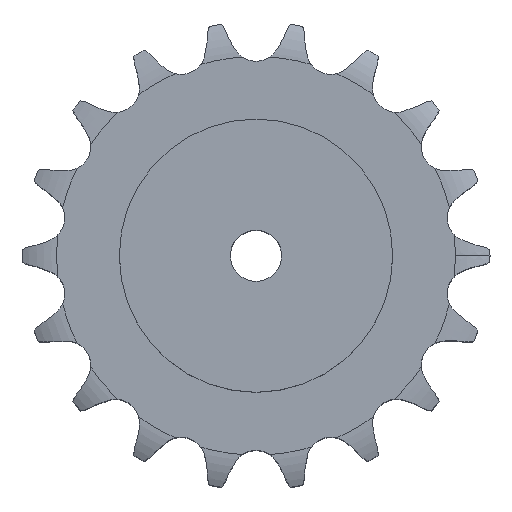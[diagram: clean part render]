
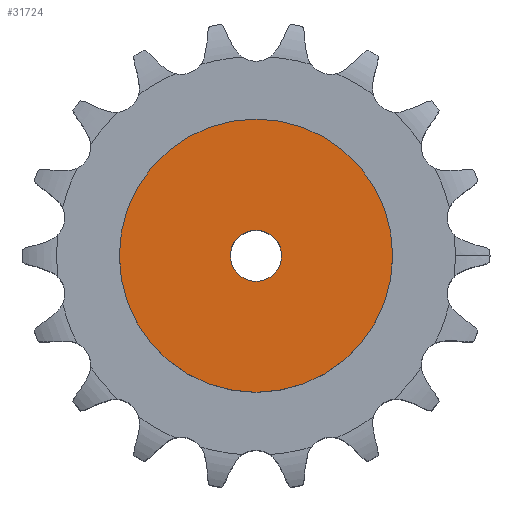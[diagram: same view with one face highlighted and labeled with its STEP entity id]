
A CAD part, top view. The second image highlights one B-rep face of the part: STEP entity #31724.
In plain terms, the highlighted planar face has unit normal (0, 0, 1).
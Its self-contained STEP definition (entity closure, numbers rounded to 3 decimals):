
#17136 = CYLINDRICAL_SURFACE('',#17137,15.);
#17137 = AXIS2_PLACEMENT_3D('',#17138,#17139,#17140);
#17138 = CARTESIAN_POINT('',(0.,0.,461.221));
#17139 = DIRECTION('',(0.,0.,1.));
#17140 = DIRECTION('',(1.,0.,0.));
#21728 = EDGE_CURVE('',#21729,#21729,#21731,.T.);
#21729 = VERTEX_POINT('',#21730);
#21730 = CARTESIAN_POINT('',(15.,0.,180.));
#21731 = SURFACE_CURVE('',#21732,(#21737,#21744),.PCURVE_S1.);
#21732 = CIRCLE('',#21733,15.);
#21733 = AXIS2_PLACEMENT_3D('',#21734,#21735,#21736);
#21734 = CARTESIAN_POINT('',(0.,0.,180.));
#21735 = DIRECTION('',(0.,0.,1.));
#21736 = DIRECTION('',(1.,0.,0.));
#21737 = PCURVE('',#17136,#21738);
#21738 = DEFINITIONAL_REPRESENTATION('',(#21739),#21743);
#21739 = LINE('',#21740,#21741);
#21740 = CARTESIAN_POINT('',(0.,-281.221));
#21741 = VECTOR('',#21742,1.);
#21742 = DIRECTION('',(1.,0.));
#21743 = ( GEOMETRIC_REPRESENTATION_CONTEXT(2) 
PARAMETRIC_REPRESENTATION_CONTEXT() REPRESENTATION_CONTEXT('2D SPACE',''
  ) );
#21744 = PCURVE('',#21745,#21750);
#21745 = PLANE('',#21746);
#21746 = AXIS2_PLACEMENT_3D('',#21747,#21748,#21749);
#21747 = CARTESIAN_POINT('',(0.,0.,180.
    ));
#21748 = DIRECTION('',(0.,0.,1.));
#21749 = DIRECTION('',(1.,0.,0.));
#21750 = DEFINITIONAL_REPRESENTATION('',(#21751),#21755);
#21751 = CIRCLE('',#21752,15.);
#21752 = AXIS2_PLACEMENT_2D('',#21753,#21754);
#21753 = CARTESIAN_POINT('',(0.,0.));
#21754 = DIRECTION('',(1.,0.));
#21755 = ( GEOMETRIC_REPRESENTATION_CONTEXT(2) 
PARAMETRIC_REPRESENTATION_CONTEXT() REPRESENTATION_CONTEXT('2D SPACE',''
  ) );
#31724 = ADVANCED_FACE('',(#31725,#31756),#21745,.T.);
#31725 = FACE_BOUND('',#31726,.T.);
#31726 = EDGE_LOOP('',(#31727));
#31727 = ORIENTED_EDGE('',*,*,#31728,.T.);
#31728 = EDGE_CURVE('',#31729,#31729,#31731,.T.);
#31729 = VERTEX_POINT('',#31730);
#31730 = CARTESIAN_POINT('',(80.,0.,180.));
#31731 = SURFACE_CURVE('',#31732,(#31737,#31744),.PCURVE_S1.);
#31732 = CIRCLE('',#31733,80.);
#31733 = AXIS2_PLACEMENT_3D('',#31734,#31735,#31736);
#31734 = CARTESIAN_POINT('',(0.,0.,180.));
#31735 = DIRECTION('',(0.,0.,1.));
#31736 = DIRECTION('',(1.,0.,0.));
#31737 = PCURVE('',#21745,#31738);
#31738 = DEFINITIONAL_REPRESENTATION('',(#31739),#31743);
#31739 = CIRCLE('',#31740,80.);
#31740 = AXIS2_PLACEMENT_2D('',#31741,#31742);
#31741 = CARTESIAN_POINT('',(0.,0.));
#31742 = DIRECTION('',(1.,0.));
#31743 = ( GEOMETRIC_REPRESENTATION_CONTEXT(2) 
PARAMETRIC_REPRESENTATION_CONTEXT() REPRESENTATION_CONTEXT('2D SPACE',''
  ) );
#31744 = PCURVE('',#31745,#31750);
#31745 = CYLINDRICAL_SURFACE('',#31746,80.);
#31746 = AXIS2_PLACEMENT_3D('',#31747,#31748,#31749);
#31747 = CARTESIAN_POINT('',(0.,0.,0.));
#31748 = DIRECTION('',(-0.,-0.,-1.));
#31749 = DIRECTION('',(1.,0.,0.));
#31750 = DEFINITIONAL_REPRESENTATION('',(#31751),#31755);
#31751 = LINE('',#31752,#31753);
#31752 = CARTESIAN_POINT('',(-0.,-180.));
#31753 = VECTOR('',#31754,1.);
#31754 = DIRECTION('',(-1.,0.));
#31755 = ( GEOMETRIC_REPRESENTATION_CONTEXT(2) 
PARAMETRIC_REPRESENTATION_CONTEXT() REPRESENTATION_CONTEXT('2D SPACE',''
  ) );
#31756 = FACE_BOUND('',#31757,.T.);
#31757 = EDGE_LOOP('',(#31758));
#31758 = ORIENTED_EDGE('',*,*,#21728,.F.);
